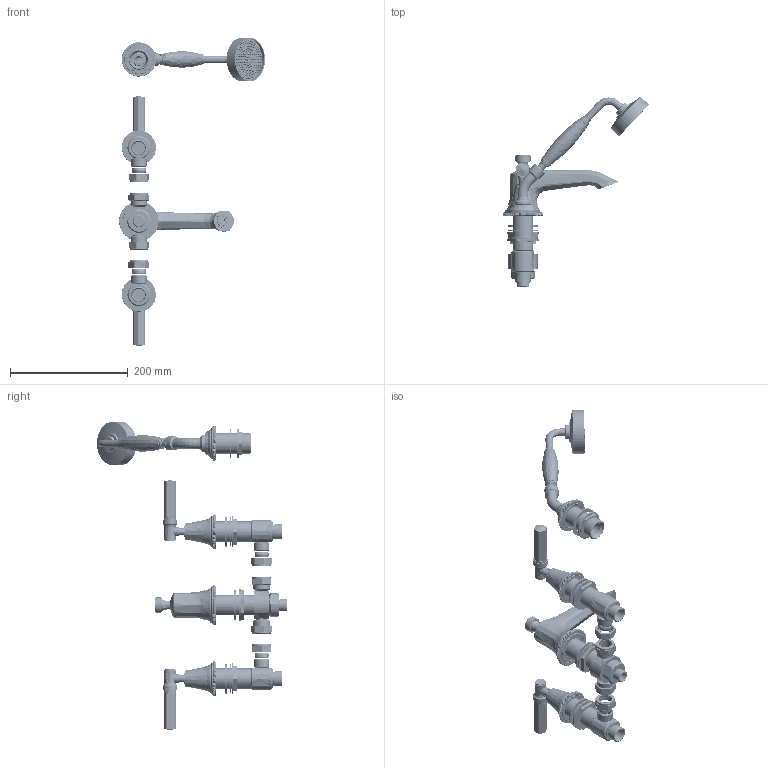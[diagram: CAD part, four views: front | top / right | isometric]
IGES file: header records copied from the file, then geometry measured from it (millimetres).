
Global section: file name: V6K48L; native system: Autodesk Inventor 2014; preprocessor: unknown; author: mblakey; date: 20131127.135610; units: millimetre
Bounding box: 248.09 x 323.46 x 525 mm (x, y, z)
Volume: 851708.8 mm3; surface area: 430609.4 mm2
Topology: 95 solids, 101 shells, 6622 faces, 16448 edges, 10516 vertices
Faces by surface type: bspline 6622
